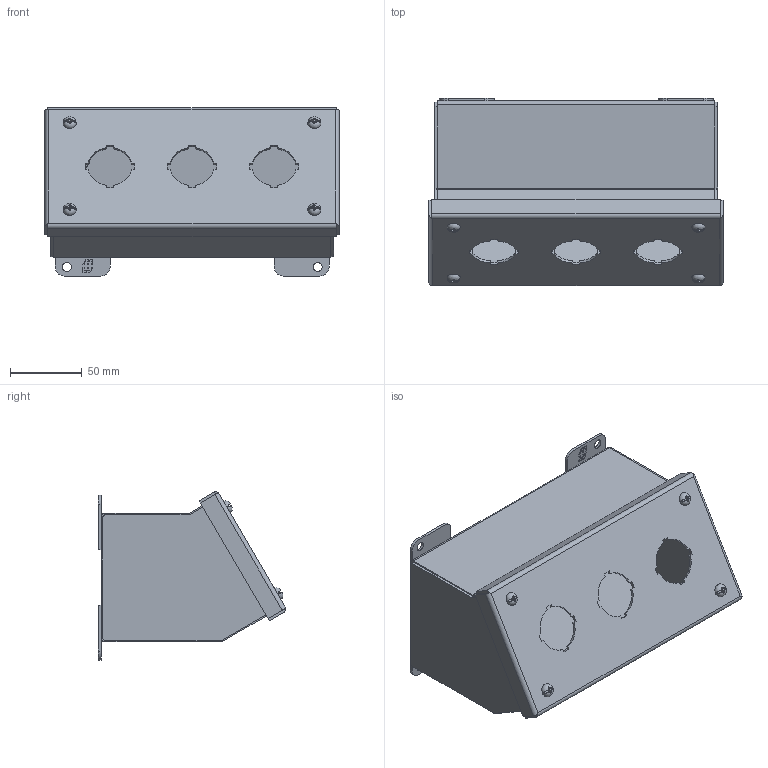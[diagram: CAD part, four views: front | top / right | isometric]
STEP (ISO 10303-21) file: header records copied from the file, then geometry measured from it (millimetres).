
FILE_DESCRIPTION (( 'STEP AP203' ), '1' );
FILE_NAME ('1490D3_Default.step', '2019-11-12T19:48:07', ( '' ), ( '' ), 'SwSTEP 2.0', 'SolidWorks 2019', '' );
FILE_SCHEMA (( 'CONFIG_CONTROL_DESIGN' ));
Length unit declared in the file: inch
Products named in the file (1): 1490D3_Default
Bounding box: 204.77 x 130.37 x 117.16 mm (x, y, z)
Volume: 251827 mm3; surface area: 260252.4 mm2
Topology: 26 solids, 26 shells, 681 faces, 1744 edges, 1143 vertices
Faces by surface type: plane 481, cylinder 160, cone 24, bspline 8, torus 8
Entity records: 21056 total; most frequent: CARTESIAN_POINT 4298, ORIENTED_EDGE 3484, DIRECTION 3383, EDGE_CURVE 1742, VECTOR 1255, LINE 1255, VERTEX_POINT 1143, AXIS2_PLACEMENT_3D 1064
